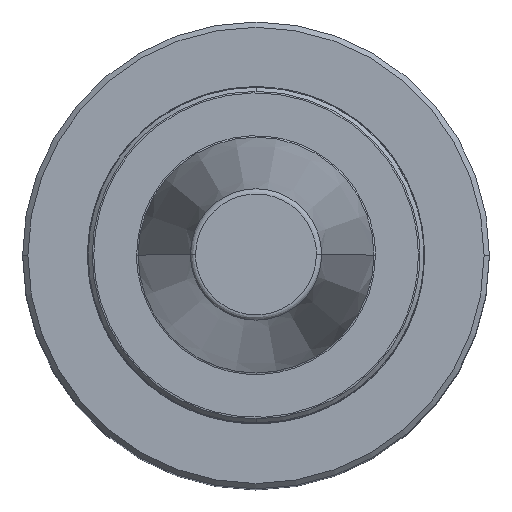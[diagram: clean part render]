
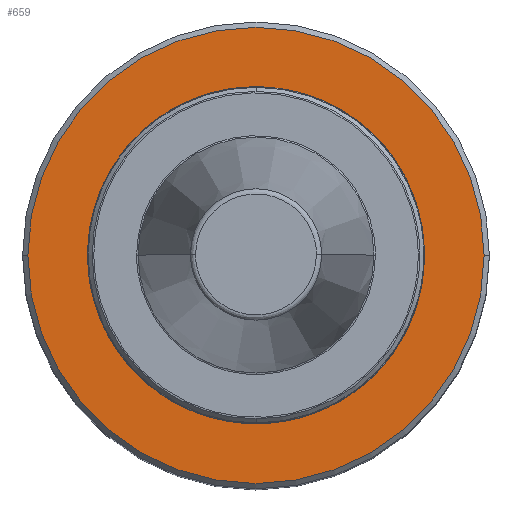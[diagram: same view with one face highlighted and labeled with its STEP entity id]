
A CAD part, top view. The second image highlights one B-rep face of the part: STEP entity #659.
In plain terms, the highlighted planar face has unit normal (0, 0, 1).
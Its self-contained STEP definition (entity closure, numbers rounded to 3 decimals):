
#33 = CARTESIAN_POINT ( 'NONE',  ( 43., 0., -36. ) ) ;
#120 = CARTESIAN_POINT ( 'NONE',  ( 0., 0., -36. ) ) ;
#222 = EDGE_CURVE ( 'NONE', #1471, #308, #1880, .T. ) ;
#266 = CIRCLE ( 'NONE', #317, 24.5 ) ;
#302 = EDGE_CURVE ( 'NONE', #1621, #2246, #2623, .T. ) ;
#308 = VERTEX_POINT ( 'NONE', #1469 ) ;
#317 = AXIS2_PLACEMENT_3D ( 'NONE', #1324, #1320, #1314 ) ;
#484 = ORIENTED_EDGE ( 'NONE', *, *, #1932, .F. ) ;
#636 = AXIS2_PLACEMENT_3D ( 'NONE', #120, #1415, #1078 ) ;
#659 = ADVANCED_FACE ( 'NONE', ( #3827, #2285 ), #1203, .F. ) ;
#780 = DIRECTION ( 'NONE',  ( -1., 0., 0. ) ) ;
#789 = DIRECTION ( 'NONE',  ( 0., 0., -1. ) ) ;
#796 = CARTESIAN_POINT ( 'NONE',  ( 0., 0., -36. ) ) ;
#1078 = DIRECTION ( 'NONE',  ( 1., 0., 0. ) ) ;
#1203 = PLANE ( 'NONE',  #1257 ) ;
#1257 = AXIS2_PLACEMENT_3D ( 'NONE', #3185, #3355, #2029 ) ;
#1314 = DIRECTION ( 'NONE',  ( 1., 0., 0. ) ) ;
#1320 = DIRECTION ( 'NONE',  ( 0., 0., 1. ) ) ;
#1324 = CARTESIAN_POINT ( 'NONE',  ( 0., 0., -36. ) ) ;
#1349 = CIRCLE ( 'NONE', #3419, 43. ) ;
#1379 = CARTESIAN_POINT ( 'NONE',  ( -43., 0., -36. ) ) ;
#1415 = DIRECTION ( 'NONE',  ( 0., 0., 1. ) ) ;
#1469 = CARTESIAN_POINT ( 'NONE',  ( -24.5, 0., -36. ) ) ;
#1471 = VERTEX_POINT ( 'NONE', #1784 ) ;
#1621 = VERTEX_POINT ( 'NONE', #1379 ) ;
#1629 = EDGE_CURVE ( 'NONE', #308, #1471, #266, .T. ) ;
#1670 = ORIENTED_EDGE ( 'NONE', *, *, #1629, .F. ) ;
#1723 = EDGE_LOOP ( 'NONE', ( #3750, #1670 ) ) ;
#1784 = CARTESIAN_POINT ( 'NONE',  ( 24.5, 0., -36. ) ) ;
#1880 = CIRCLE ( 'NONE', #636, 24.5 ) ;
#1932 = EDGE_CURVE ( 'NONE', #2246, #1621, #1349, .T. ) ;
#2029 = DIRECTION ( 'NONE',  ( -1., 0., 0. ) ) ;
#2146 = DIRECTION ( 'NONE',  ( -1., 0., 0. ) ) ;
#2246 = VERTEX_POINT ( 'NONE', #33 ) ;
#2285 = FACE_BOUND ( 'NONE', #1723, .T. ) ;
#2500 = CARTESIAN_POINT ( 'NONE',  ( 0., 0., -36. ) ) ;
#2623 = CIRCLE ( 'NONE', #3264, 43. ) ;
#3185 = CARTESIAN_POINT ( 'NONE',  ( 0., 24.5, -36. ) ) ;
#3264 = AXIS2_PLACEMENT_3D ( 'NONE', #2500, #3523, #2146 ) ;
#3355 = DIRECTION ( 'NONE',  ( 0., 0., -1. ) ) ;
#3419 = AXIS2_PLACEMENT_3D ( 'NONE', #796, #789, #780 ) ;
#3523 = DIRECTION ( 'NONE',  ( 0., 0., -1. ) ) ;
#3631 = EDGE_LOOP ( 'NONE', ( #4254, #484 ) ) ;
#3750 = ORIENTED_EDGE ( 'NONE', *, *, #222, .F. ) ;
#3827 = FACE_OUTER_BOUND ( 'NONE', #3631, .T. ) ;
#4254 = ORIENTED_EDGE ( 'NONE', *, *, #302, .F. ) ;
